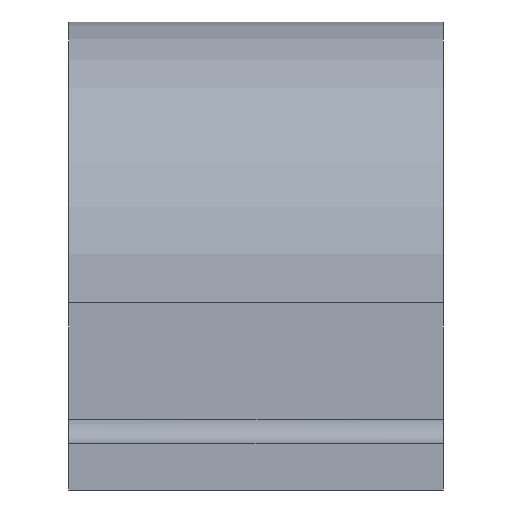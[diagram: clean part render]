
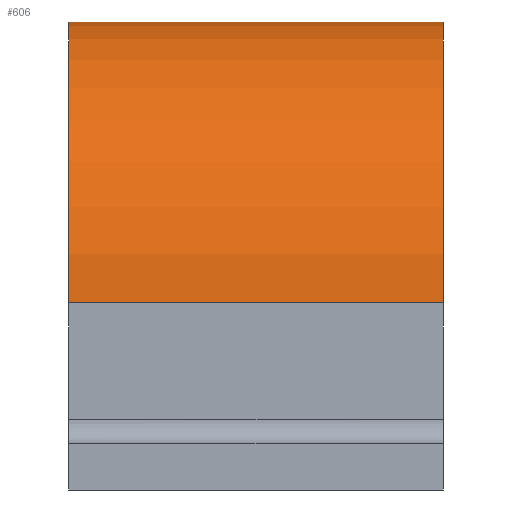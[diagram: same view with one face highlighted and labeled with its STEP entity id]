
A CAD part, front view. The second image highlights one B-rep face of the part: STEP entity #606.
In plain terms, the highlighted cylindrical face has radius 6 mm (diameter 12 mm), a partial arc.
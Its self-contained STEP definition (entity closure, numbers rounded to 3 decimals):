
#274=AXIS2_PLACEMENT_3D('Circle Axis2P3D',#272,#273,$) ;
#281=AXIS2_PLACEMENT_3D('Circle Axis2P3D',#279,#280,$) ;
#483=AXIS2_PLACEMENT_3D('Circle Axis2P3D',#481,#482,$) ;
#490=AXIS2_PLACEMENT_3D('Circle Axis2P3D',#488,#489,$) ;
#591=AXIS2_PLACEMENT_3D('Cylinder Axis2P3D',#588,#589,#590) ;
#269=CARTESIAN_POINT('Vertex',(0.,8.,4.)) ;
#272=CARTESIAN_POINT('Axis2P3D Location',(0.,14.,4.)) ;
#276=CARTESIAN_POINT('Vertex',(0.,14.,10.)) ;
#279=CARTESIAN_POINT('Axis2P3D Location',(0.,14.,4.)) ;
#283=CARTESIAN_POINT('Vertex',(0.,20.,4.)) ;
#478=CARTESIAN_POINT('Vertex',(8.,20.,4.)) ;
#481=CARTESIAN_POINT('Axis2P3D Location',(8.,14.,4.)) ;
#485=CARTESIAN_POINT('Vertex',(8.,14.,10.)) ;
#488=CARTESIAN_POINT('Axis2P3D Location',(8.,14.,4.)) ;
#492=CARTESIAN_POINT('Vertex',(8.,8.,4.)) ;
#576=CARTESIAN_POINT('Line Origine',(4.,8.,4.)) ;
#588=CARTESIAN_POINT('Axis2P3D Location',(4.,14.,4.)) ;
#593=CARTESIAN_POINT('Line Origine',(4.,20.,4.)) ;
#273=DIRECTION('Axis2P3D Direction',(-1.,0.,0.)) ;
#280=DIRECTION('Axis2P3D Direction',(-1.,0.,0.)) ;
#482=DIRECTION('Axis2P3D Direction',(-1.,0.,0.)) ;
#489=DIRECTION('Axis2P3D Direction',(-1.,0.,0.)) ;
#577=DIRECTION('Vector Direction',(-1.,0.,0.)) ;
#589=DIRECTION('Axis2P3D Direction',(-1.,0.,0.)) ;
#590=DIRECTION('Axis2P3D XDirection',(0.,-1.,0.)) ;
#594=DIRECTION('Vector Direction',(-1.,0.,0.)) ;
#578=VECTOR('Line Direction',#577,1.) ;
#595=VECTOR('Line Direction',#594,1.) ;
#599=ORIENTED_EDGE('',*,*,#487,.T.) ;
#600=ORIENTED_EDGE('',*,*,#597,.T.) ;
#601=ORIENTED_EDGE('',*,*,#285,.F.) ;
#602=ORIENTED_EDGE('',*,*,#278,.T.) ;
#603=ORIENTED_EDGE('',*,*,#580,.F.) ;
#604=ORIENTED_EDGE('',*,*,#494,.F.) ;
#606=ADVANCED_FACE('Hauptk\X2\00F6\X0\rper',(#605),#592,.T.) ;
#275=CIRCLE('generated circle',#274,6.) ;
#282=CIRCLE('generated circle',#281,6.) ;
#484=CIRCLE('generated circle',#483,6.) ;
#491=CIRCLE('generated circle',#490,6.) ;
#592=CYLINDRICAL_SURFACE('generated cylinder',#591,6.) ;
#278=EDGE_CURVE('',#277,#270,#275,.F.) ;
#285=EDGE_CURVE('',#277,#284,#282,.T.) ;
#487=EDGE_CURVE('',#486,#479,#484,.T.) ;
#494=EDGE_CURVE('',#486,#493,#491,.F.) ;
#580=EDGE_CURVE('',#493,#270,#579,.T.) ;
#597=EDGE_CURVE('',#479,#284,#596,.T.) ;
#598=EDGE_LOOP('',(#599,#600,#601,#602,#603,#604)) ;
#605=FACE_OUTER_BOUND('',#598,.T.) ;
#579=LINE('Line',#576,#578) ;
#596=LINE('Line',#593,#595) ;
#270=VERTEX_POINT('',#269) ;
#277=VERTEX_POINT('',#276) ;
#284=VERTEX_POINT('',#283) ;
#479=VERTEX_POINT('',#478) ;
#486=VERTEX_POINT('',#485) ;
#493=VERTEX_POINT('',#492) ;
